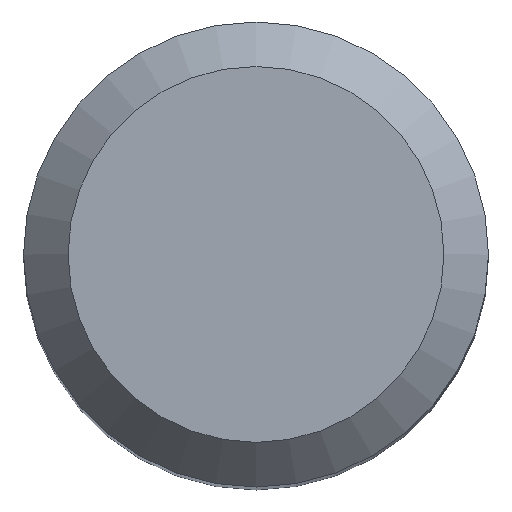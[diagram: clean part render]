
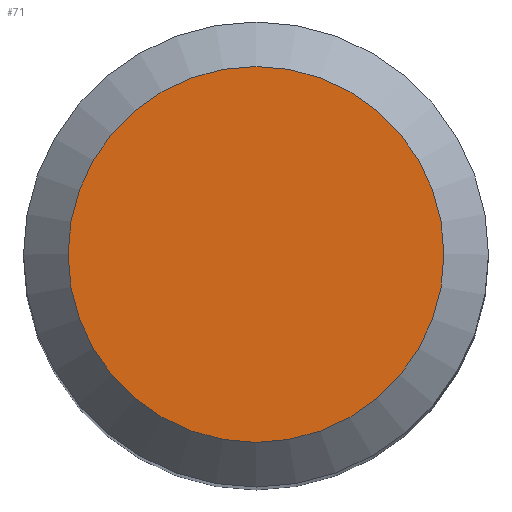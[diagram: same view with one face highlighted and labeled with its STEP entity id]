
A CAD part, top view. The second image highlights one B-rep face of the part: STEP entity #71.
In plain terms, the highlighted planar face has unit normal (0, 0, 1).
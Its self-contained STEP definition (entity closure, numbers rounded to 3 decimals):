
#50=FACE_OUTER_BOUND('',#118,.T.);
#71=ADVANCED_FACE('',(#50),#78,.T.);
#78=PLANE('',#229);
#118=EDGE_LOOP('',(#142));
#142=ORIENTED_EDGE('',*,*,#169,.F.);
#157=VERTEX_POINT('',#329);
#169=EDGE_CURVE('',#157,#157,#181,.T.);
#181=CIRCLE('',#228,4.85);
#228=AXIS2_PLACEMENT_3D('',#328,#283,#284);
#229=AXIS2_PLACEMENT_3D('',#330,#285,#286);
#283=DIRECTION('',(0.,0.,-1.));
#284=DIRECTION('',(-1.,0.,0.));
#285=DIRECTION('',(0.,0.,1.));
#286=DIRECTION('',(-1.,0.,0.));
#328=CARTESIAN_POINT('',(0.,0.,45.));
#329=CARTESIAN_POINT('',(-4.85,0.,45.));
#330=CARTESIAN_POINT('',(4.85,0.,45.));
